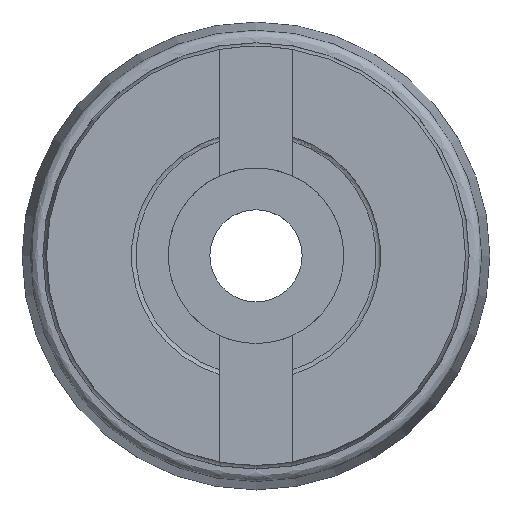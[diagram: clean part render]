
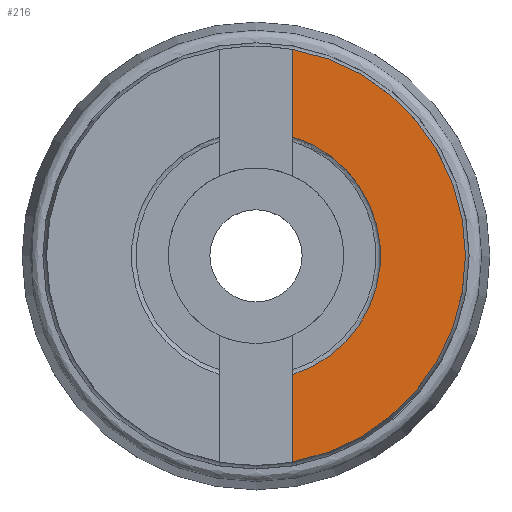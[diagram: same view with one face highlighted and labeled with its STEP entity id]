
A CAD part, top view. The second image highlights one B-rep face of the part: STEP entity #216.
In plain terms, the highlighted planar face has unit normal (0, 0, 1).
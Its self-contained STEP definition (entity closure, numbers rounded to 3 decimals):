
#109=FACE_OUTER_BOUND('',#338,.T.);
#121=LINE('',#1224,#141);
#122=LINE('',#1228,#142);
#141=VECTOR('',#970,1.);
#142=VECTOR('',#973,1.);
#161=PLANE('',#833);
#216=ADVANCED_FACE('',(#109),#161,.F.);
#338=EDGE_LOOP('',(#416,#417,#418,#419));
#416=ORIENTED_EDGE('',*,*,#588,.F.);
#417=ORIENTED_EDGE('',*,*,#589,.F.);
#418=ORIENTED_EDGE('',*,*,#590,.F.);
#419=ORIENTED_EDGE('',*,*,#586,.T.);
#532=VERTEX_POINT('',#1210);
#533=VERTEX_POINT('',#1212);
#534=VERTEX_POINT('',#1225);
#535=VERTEX_POINT('',#1227);
#586=EDGE_CURVE('',#533,#532,#648,.T.);
#588=EDGE_CURVE('',#534,#532,#121,.T.);
#589=EDGE_CURVE('',#535,#534,#649,.T.);
#590=EDGE_CURVE('',#533,#535,#122,.T.);
#648=CIRCLE('',#830,27.);
#649=CIRCLE('',#832,45.45);
#830=AXIS2_PLACEMENT_3D('',#1211,#966,#967);
#832=AXIS2_PLACEMENT_3D('',#1226,#971,#972);
#833=AXIS2_PLACEMENT_3D('',#1229,#974,#975);
#966=DIRECTION('',(0.,0.,-1.));
#967=DIRECTION('',(0.,-1.,0.));
#970=DIRECTION('',(0.,1.,0.));
#971=DIRECTION('',(0.,0.,-1.));
#972=DIRECTION('',(0.,-1.,0.));
#973=DIRECTION('',(0.,1.,0.));
#974=DIRECTION('',(0.,0.,-1.));
#975=DIRECTION('',(0.,-1.,0.));
#1210=CARTESIAN_POINT('',(8.,-25.788,0.));
#1211=CARTESIAN_POINT('',(0.,0.,0.));
#1212=CARTESIAN_POINT('',(8.,25.788,0.));
#1224=CARTESIAN_POINT('',(8.,-50.,0.));
#1225=CARTESIAN_POINT('',(8.,-44.74,0.));
#1226=CARTESIAN_POINT('',(0.,0.,0.));
#1227=CARTESIAN_POINT('',(8.,44.74,0.));
#1228=CARTESIAN_POINT('',(8.,-50.,0.));
#1229=CARTESIAN_POINT('',(-5.152,26.504,0.));
